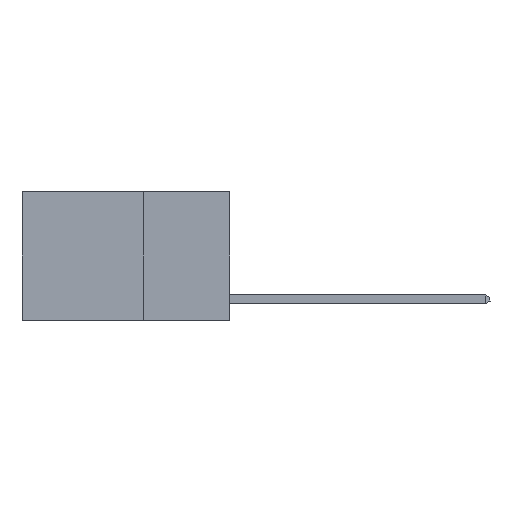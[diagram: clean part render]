
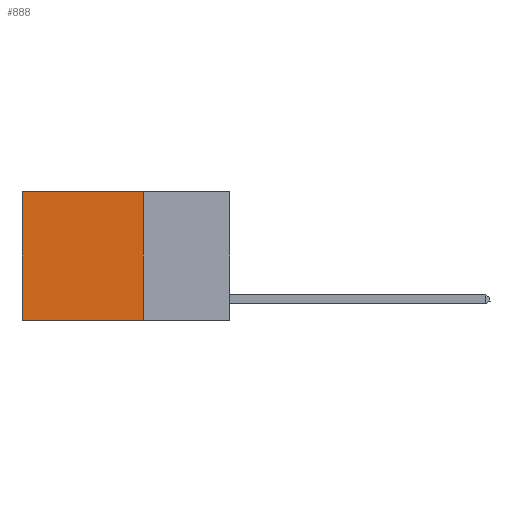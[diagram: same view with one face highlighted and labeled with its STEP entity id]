
A CAD part, left-side view. The second image highlights one B-rep face of the part: STEP entity #888.
In plain terms, the highlighted planar face has unit normal (-1, 0, 0).
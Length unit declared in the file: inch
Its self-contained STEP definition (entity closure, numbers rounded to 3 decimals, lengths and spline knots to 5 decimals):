
#415 = CARTESIAN_POINT ( 'NONE',  ( 0.2625, 0.25, 0. ) ) ;
#888 = ADVANCED_FACE ( 'NONE', ( #18440 ), #13955, .F. ) ;
#1769 = DIRECTION ( 'NONE',  ( 0., 0., -1. ) ) ;
#1999 = DIRECTION ( 'NONE',  ( 0., 1., 0. ) ) ;
#3505 = VERTEX_POINT ( 'NONE', #5008 ) ;
#3888 = LINE ( 'NONE', #12663, #19637 ) ;
#4437 = ORIENTED_EDGE ( 'NONE', *, *, #16790, .F. ) ;
#5008 = CARTESIAN_POINT ( 'NONE',  ( 0.2625, 0.6, -0.37 ) ) ;
#5169 = DIRECTION ( 'NONE',  ( 1., 0., 0. ) ) ;
#5242 = VERTEX_POINT ( 'NONE', #13757 ) ;
#5280 = LINE ( 'NONE', #16460, #5996 ) ;
#5625 = CARTESIAN_POINT ( 'NONE',  ( 0.2625, 0.6, 0. ) ) ;
#5946 = LINE ( 'NONE', #5625, #15061 ) ;
#5996 = VECTOR ( 'NONE', #18075, 39.37008 ) ;
#6030 = EDGE_LOOP ( 'NONE', ( #18935, #10690, #4437, #11706 ) ) ;
#6694 = CARTESIAN_POINT ( 'NONE',  ( 0.2625, 0.25, 0. ) ) ;
#9760 = EDGE_CURVE ( 'NONE', #5242, #3505, #3888, .T. ) ;
#10550 = DIRECTION ( 'NONE',  ( 0., 0., -1. ) ) ;
#10690 = ORIENTED_EDGE ( 'NONE', *, *, #9760, .F. ) ;
#11497 = EDGE_CURVE ( 'NONE', #17159, #3505, #5946, .T. ) ;
#11642 = CARTESIAN_POINT ( 'NONE',  ( 0.2625, 0.25, 0. ) ) ;
#11706 = ORIENTED_EDGE ( 'NONE', *, *, #16194, .T. ) ;
#12663 = CARTESIAN_POINT ( 'NONE',  ( 0.2625, 0.25, -0.37 ) ) ;
#13757 = CARTESIAN_POINT ( 'NONE',  ( 0.2625, 0.25, -0.37 ) ) ;
#13955 = PLANE ( 'NONE',  #15628 ) ;
#14125 = VECTOR ( 'NONE', #1769, 39.37008 ) ;
#15061 = VECTOR ( 'NONE', #10550, 39.37008 ) ;
#15628 = AXIS2_PLACEMENT_3D ( 'NONE', #6694, #5169, #15765 ) ;
#15765 = DIRECTION ( 'NONE',  ( 0., 0., -1. ) ) ;
#16194 = EDGE_CURVE ( 'NONE', #16922, #17159, #5280, .T. ) ;
#16460 = CARTESIAN_POINT ( 'NONE',  ( 0.2625, 0.25, 0. ) ) ;
#16790 = EDGE_CURVE ( 'NONE', #16922, #5242, #18181, .T. ) ;
#16922 = VERTEX_POINT ( 'NONE', #11642 ) ;
#17159 = VERTEX_POINT ( 'NONE', #17911 ) ;
#17911 = CARTESIAN_POINT ( 'NONE',  ( 0.2625, 0.6, 0. ) ) ;
#18075 = DIRECTION ( 'NONE',  ( 0., 1., 0. ) ) ;
#18181 = LINE ( 'NONE', #415, #14125 ) ;
#18440 = FACE_OUTER_BOUND ( 'NONE', #6030, .T. ) ;
#18935 = ORIENTED_EDGE ( 'NONE', *, *, #11497, .T. ) ;
#19637 = VECTOR ( 'NONE', #1999, 39.37008 ) ;
